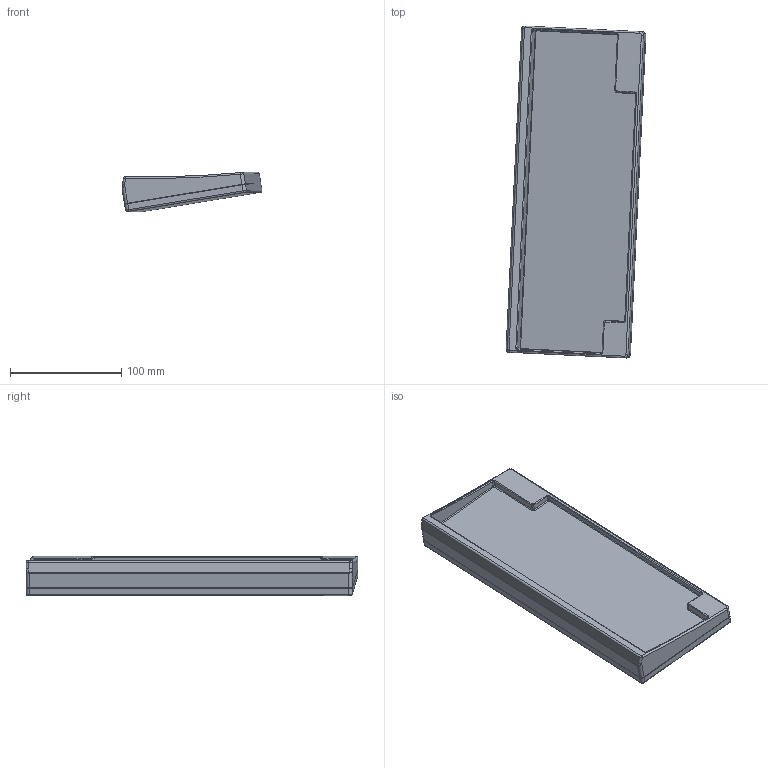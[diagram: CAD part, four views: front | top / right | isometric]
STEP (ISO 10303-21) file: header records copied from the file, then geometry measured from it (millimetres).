
FILE_DESCRIPTION(('CATIA V5 STEP Exchange'),'2;1');
FILE_NAME('HHKB Model.stp','2019-05-19T12:25:18+00:00',('none'),('none'),'CATIA Version 5 Release 20 GA (IN-10)','CATIA V5 STEP AP203','none');
FILE_SCHEMA(('CONFIG_CONTROL_DESIGN'));
Length unit declared in the file: millimetre
Products named in the file (62): Keycap Full Assembly; 1u - Z - Assembly; 1u - X - Assembly; 1u - V - Assembly; 1u - C -Assembly; 1u - B - Assembly; 1u - M - Assembly; 1u - N - Assembly; 2.25u - Left Shift - Assembly; 2.75u - Right Shift - Assembly; 1u - (left triangle bracket) - Assembly; 1u - (right triangle bracket) - Assembly; 1u - (Question Mark) - Assembly; 1u - Up Arrow - Assembly; 1u - Down Arrow - Assembly; 1u - Left Arrow - Assembly; 1u - Right Arrow - Assembly; 1.75u - Caps Lock - Assembly; 1u - A - Assembly; 2.25u - Enter - Assembly; 1u - ' - Assembly; 1u - ; - Assembly; 1u - D - Assembly; 1u - F - Assembly; 1u - G - Assembly; 1u - H - Assembly; 1u - J - Assembly; 1u - K - Assembly; 1u - L - Assembly; 1u - S - Assembly; 1.25u - Code - Assembly; 1.25u - Ctrl - Assembly; 1.5u - Backslash - Assembly; 1.5u - Tab -  Assembly; 1u - [ - Assembly; 1u - ] - Assembly; 1u - E - Assembly; 1u - I - Assembly; 1u - O - Assembly; 1u - P - Assembly ...
Assembly tree (185 placements, depth 3):
  Keycap Full Assembly
    1u - Z - Assembly
      #66
      #89
    1u - X - Assembly
      #133
      #156
    1u - V - Assembly
      #200
      #223
    1u - C -Assembly
      #267
      #290
    1u - B - Assembly
      #334
      #357
    1u - M - Assembly
      #401
      #424
    1u - N - Assembly
      #468
      #491
    2.25u - Left Shift - Assembly
      #535
      #558
    2.75u - Right Shift - Assembly
      #602
      #625
    1u - (left triangle bracket) - Assembly
      #669
      #692
    1u - (right triangle bracket) - Assembly
      #736
      #759
    1u - (Question Mark) - Assembly
      #803
      #826
    1u - Up Arrow - Assembly
      #870
      #893
    1u - Down Arrow - Assembly
      #937
      #960
    1u - Left Arrow - Assembly
      #1004
      #1027
    1u - Right Arrow - Assembly
      #1071
      #1094
    1.75u - Caps Lock - Assembly
      #1138
      #1161
    1u - A - Assembly
      #1205
      #1228
    2.25u - Enter - Assembly
      #1272
      #1295
    1u - ; - Assembly
      #1406
Bounding box: 125.42 x 297.79 x 35.17 mm (x, y, z)
Volume: 492282.7 mm3; surface area: 90944.6 mm2
Topology: 1 solids, 1 shells, 99 faces, 230 edges, 136 vertices
Faces by surface type: cylinder 42, plane 25, bspline 14, torus 12, revolution 6
Entity records: 7632 total; most frequent: CARTESIAN_POINT 2142, DIRECTION 1077, AXIS2_PLACEMENT_3D 531, ORIENTED_EDGE 460, PRODUCT_DEFINITION_SHAPE 370, EDGE_CURVE 230, UNCERTAINTY_MEASURE_WITH_UNIT 187, ITEM_DEFINED_TRANSFORMATION 186
